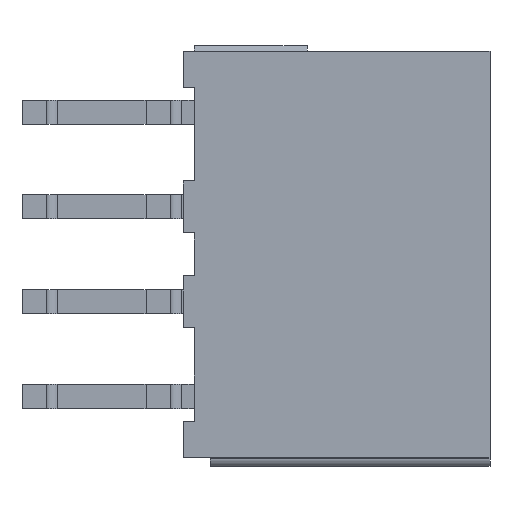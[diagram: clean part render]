
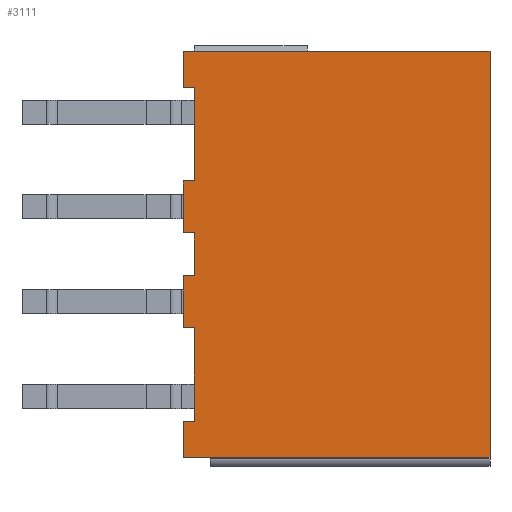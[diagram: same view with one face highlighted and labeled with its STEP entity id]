
A CAD part, front view. The second image highlights one B-rep face of the part: STEP entity #3111.
In plain terms, the highlighted planar face has unit normal (0, -1, 0).
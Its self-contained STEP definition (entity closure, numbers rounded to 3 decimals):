
#13=DIRECTION('',(0.,0.,-1.));
#14=VECTOR('',#13,2.3);
#15=CARTESIAN_POINT('',(-6.8,-4.8,3.25));
#16=LINE('',#15,#14);
#45=DIRECTION('',(0.,0.,-1.));
#46=VECTOR('',#45,2.3);
#47=CARTESIAN_POINT('',(-6.8,-4.8,-0.95));
#48=LINE('',#47,#46);
#77=DIRECTION('',(0.,0.,-1.));
#78=VECTOR('',#77,1.6);
#79=CARTESIAN_POINT('',(-6.8,-4.8,9.));
#80=LINE('',#79,#78);
#101=DIRECTION('',(0.,0.,-1.));
#102=VECTOR('',#101,1.6);
#103=CARTESIAN_POINT('',(-6.8,-4.8,-7.4));
#104=LINE('',#103,#102);
#137=DIRECTION('',(1.,0.,0.));
#138=VECTOR('',#137,0.5);
#139=CARTESIAN_POINT('',(-6.8,-4.8,7.4));
#140=LINE('',#139,#138);
#141=DIRECTION('',(1.,0.,0.));
#142=VECTOR('',#141,13.6);
#143=CARTESIAN_POINT('',(-6.8,-4.8,9.));
#144=LINE('',#143,#142);
#145=DIRECTION('',(1.,0.,0.));
#146=VECTOR('',#145,0.5);
#147=CARTESIAN_POINT('',(-6.8,-4.8,-7.4));
#148=LINE('',#147,#146);
#149=DIRECTION('',(1.,0.,0.));
#150=VECTOR('',#149,0.5);
#151=CARTESIAN_POINT('',(-6.8,-4.8,-3.25));
#152=LINE('',#151,#150);
#153=DIRECTION('',(1.,0.,0.));
#154=VECTOR('',#153,0.5);
#155=CARTESIAN_POINT('',(-6.8,-4.8,-0.95));
#156=LINE('',#155,#154);
#157=DIRECTION('',(0.,0.,1.));
#158=VECTOR('',#157,1.9);
#159=CARTESIAN_POINT('',(-6.3,-4.8,-0.95));
#160=LINE('',#159,#158);
#161=DIRECTION('',(1.,0.,0.));
#162=VECTOR('',#161,0.5);
#163=CARTESIAN_POINT('',(-6.8,-4.8,0.95));
#164=LINE('',#163,#162);
#165=DIRECTION('',(1.,0.,0.));
#166=VECTOR('',#165,0.5);
#167=CARTESIAN_POINT('',(-6.8,-4.8,3.25));
#168=LINE('',#167,#166);
#201=DIRECTION('',(0.,0.,-1.));
#202=VECTOR('',#201,4.15);
#203=CARTESIAN_POINT('',(-6.3,-4.8,7.4));
#204=LINE('',#203,#202);
#213=DIRECTION('',(0.,0.,-1.));
#214=VECTOR('',#213,4.15);
#215=CARTESIAN_POINT('',(-6.3,-4.8,-3.25));
#216=LINE('',#215,#214);
#682=DIRECTION('',(0.,0.,-1.));
#683=VECTOR('',#682,18.);
#684=CARTESIAN_POINT('',(6.8,-4.8,9.));
#685=LINE('',#684,#683);
#2090=DIRECTION('',(1.,0.,0.));
#2091=VECTOR('',#2090,13.6);
#2092=CARTESIAN_POINT('',(-6.8,-4.8,-9.));
#2093=LINE('',#2092,#2091);
#2200=CARTESIAN_POINT('',(6.8,-4.8,9.));
#2202=VERTEX_POINT('',#2200);
#2203=CARTESIAN_POINT('',(6.8,-4.8,-9.));
#2204=VERTEX_POINT('',#2203);
#2205=CARTESIAN_POINT('',(-6.8,-4.8,-9.));
#2206=VERTEX_POINT('',#2205);
#2213=CARTESIAN_POINT('',(-6.8,-4.8,9.));
#2214=VERTEX_POINT('',#2213);
#2215=CARTESIAN_POINT('',(-6.8,-4.8,3.25));
#2217=VERTEX_POINT('',#2215);
#2225=CARTESIAN_POINT('',(-6.3,-4.8,3.25));
#2227=VERTEX_POINT('',#2225);
#2229=CARTESIAN_POINT('',(-6.8,-4.8,0.95));
#2231=VERTEX_POINT('',#2229);
#2237=CARTESIAN_POINT('',(-6.8,-4.8,-0.95));
#2239=VERTEX_POINT('',#2237);
#2249=CARTESIAN_POINT('',(-6.3,-4.8,0.95));
#2251=VERTEX_POINT('',#2249);
#2253=CARTESIAN_POINT('',(-6.3,-4.8,-0.95));
#2255=VERTEX_POINT('',#2253);
#2257=CARTESIAN_POINT('',(-6.8,-4.8,-3.25));
#2259=VERTEX_POINT('',#2257);
#2267=CARTESIAN_POINT('',(-6.3,-4.8,-3.25));
#2269=VERTEX_POINT('',#2267);
#2871=CARTESIAN_POINT('',(-6.8,-4.8,7.4));
#2873=VERTEX_POINT('',#2871);
#2879=CARTESIAN_POINT('',(-6.8,-4.8,-7.4));
#2881=VERTEX_POINT('',#2879);
#2887=CARTESIAN_POINT('',(-6.3,-4.8,7.4));
#2888=VERTEX_POINT('',#2887);
#2889=CARTESIAN_POINT('',(-6.3,-4.8,-7.4));
#2890=VERTEX_POINT('',#2889);
#3077=CARTESIAN_POINT('',(-6.8,-4.8,9.));
#3078=DIRECTION('',(0.,-1.,0.));
#3079=DIRECTION('',(0.,0.,-1.));
#3080=AXIS2_PLACEMENT_3D('',#3077,#3078,#3079);
#3081=PLANE('',#3080);
#3083=ORIENTED_EDGE('',*,*,#3082,.F.);
#3084=ORIENTED_EDGE('',*,*,#2994,.F.);
#3086=ORIENTED_EDGE('',*,*,#3085,.T.);
#3088=ORIENTED_EDGE('',*,*,#3087,.T.);
#3090=ORIENTED_EDGE('',*,*,#3089,.F.);
#3091=ORIENTED_EDGE('',*,*,#3022,.F.);
#3093=ORIENTED_EDGE('',*,*,#3092,.T.);
#3095=ORIENTED_EDGE('',*,*,#3094,.F.);
#3097=ORIENTED_EDGE('',*,*,#3096,.F.);
#3098=ORIENTED_EDGE('',*,*,#2962,.F.);
#3100=ORIENTED_EDGE('',*,*,#3099,.T.);
#3102=ORIENTED_EDGE('',*,*,#3101,.T.);
#3103=ORIENTED_EDGE('',*,*,#3053,.F.);
#3104=ORIENTED_EDGE('',*,*,#2930,.F.);
#3106=ORIENTED_EDGE('',*,*,#3105,.T.);
#3108=ORIENTED_EDGE('',*,*,#3107,.F.);
#3109=EDGE_LOOP('',(#3083,#3084,#3086,#3088,#3090,#3091,#3093,#3095,#3097,#3098,
#3100,#3102,#3103,#3104,#3106,#3108));
#3110=FACE_OUTER_BOUND('',#3109,.F.);
#3111=ADVANCED_FACE('',(#3110),#3081,.T.);
#2930=EDGE_CURVE('',#2217,#2231,#16,.T.);
#2962=EDGE_CURVE('',#2239,#2259,#48,.T.);
#2994=EDGE_CURVE('',#2214,#2873,#80,.T.);
#3022=EDGE_CURVE('',#2881,#2206,#104,.T.);
#3053=EDGE_CURVE('',#2231,#2251,#164,.T.);
#3082=EDGE_CURVE('',#2873,#2888,#140,.T.);
#3085=EDGE_CURVE('',#2214,#2202,#144,.T.);
#3087=EDGE_CURVE('',#2202,#2204,#685,.T.);
#3089=EDGE_CURVE('',#2206,#2204,#2093,.T.);
#3092=EDGE_CURVE('',#2881,#2890,#148,.T.);
#3094=EDGE_CURVE('',#2269,#2890,#216,.T.);
#3096=EDGE_CURVE('',#2259,#2269,#152,.T.);
#3099=EDGE_CURVE('',#2239,#2255,#156,.T.);
#3101=EDGE_CURVE('',#2255,#2251,#160,.T.);
#3105=EDGE_CURVE('',#2217,#2227,#168,.T.);
#3107=EDGE_CURVE('',#2888,#2227,#204,.T.);
